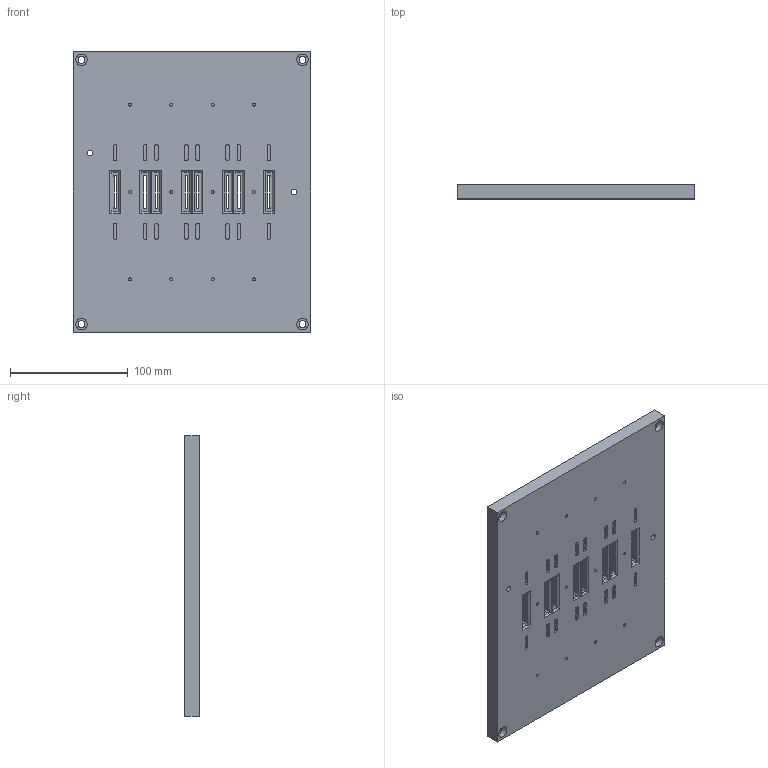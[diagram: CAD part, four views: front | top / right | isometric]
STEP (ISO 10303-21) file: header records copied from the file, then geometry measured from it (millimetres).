
FILE_DESCRIPTION(('Open CASCADE Model'),'2;1');
FILE_NAME('Open CASCADE Shape Model','2019-12-04T19:06:47',('Author'),( 'Open CASCADE'),'Open CASCADE STEP processor 6.9','Open CASCADE 6.9' ,'Unknown');
FILE_SCHEMA(('AUTOMOTIVE_DESIGN { 1 0 10303 214 1 1 1 1 }'));
Length unit declared in the file: millimetre
Products named in the file (1): Open CASCADE STEP translator 6.9 12
Bounding box: 201.2 x 12 x 238.02 mm (x, y, z)
Volume: 551055.6 mm3; surface area: 117532.5 mm2
Topology: 1 solids, 1 shells, 619 faces, 1723 edges, 1172 vertices
Faces by surface type: plane 352, cylinder 267
Full cylindrical faces by diameter (mm): 2.5 x28, 4.88 x2, 5.8 x4, 9.76 x4
Entity records: 44934 total; most frequent: CARTESIAN_POINT 10033, DIRECTION 6773, LINE 3817, VECTOR 3817, ORIENTED_EDGE 3446, PCURVE 3446, DEFINITIONAL_REPRESENTATION 3446, EDGE_CURVE 1723
